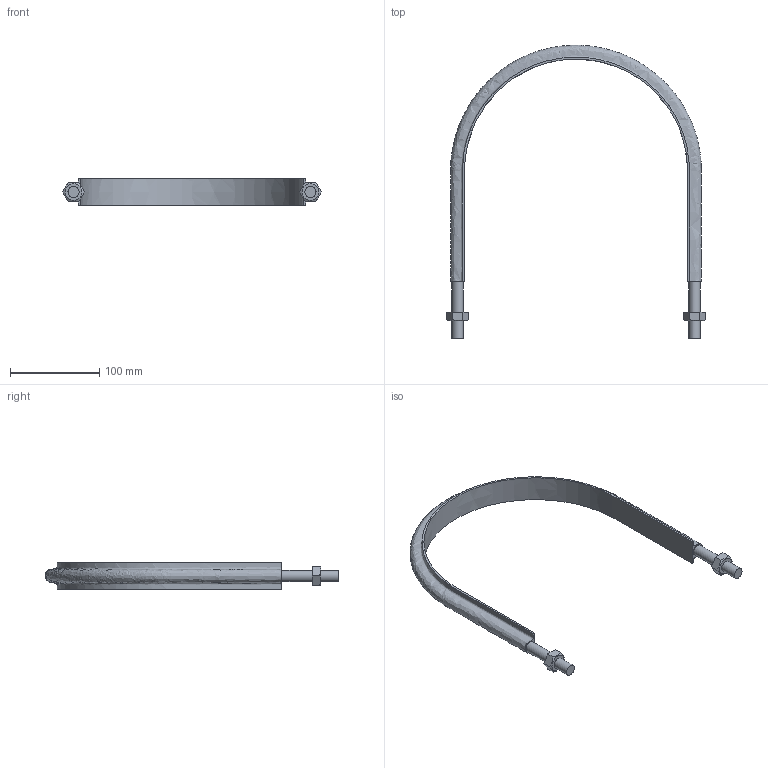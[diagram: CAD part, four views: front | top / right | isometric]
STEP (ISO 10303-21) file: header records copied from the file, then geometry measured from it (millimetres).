
FILE_DESCRIPTION( ( 'STEP AP203' ), '1' );
FILE_NAME( 'TP200+30.step', '2022-07-15T04:12:04', ( ' ' ), ( ' ' ), 'XStep 1.0', ' ', ' ' );
FILE_SCHEMA( ( 'CONFIG_CONTROL_DESIGN' ) );
Length unit declared in the file: millimetre
Products named in the file (4): 1; 2; 3; 4
Bounding box: 290.25 x 329.55 x 30 mm (x, y, z)
Volume: 149903 mm3; surface area: 110496.8 mm2
Topology: 4 solids, 4 shells, 42 faces, 86 edges, 56 vertices
Faces by surface type: plane 26, cylinder 6, cone 6, bspline 3, extrusion 1
Full cylindrical faces by diameter (mm): 10.106 x2, 12.5 x4
Entity records: 2353 total; most frequent: CARTESIAN_POINT 1380, DIRECTION 151, ORIENTED_EDGE 140, EDGE_CURVE 70, EDGE_LOOP 66, AXIS2_PLACEMENT_3D 60, VERTEX_POINT 54, FACE_OUTER_BOUND 50
